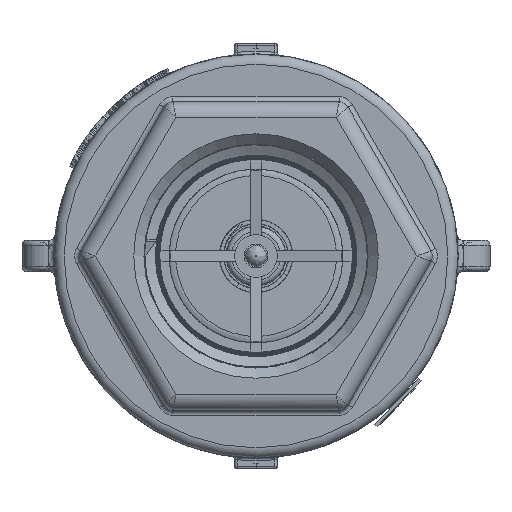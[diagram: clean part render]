
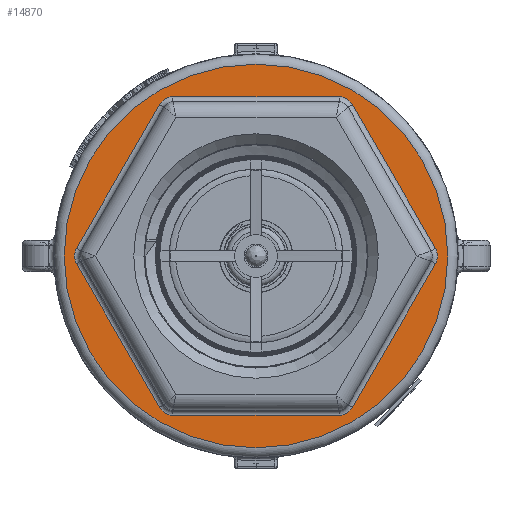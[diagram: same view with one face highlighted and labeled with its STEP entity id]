
A CAD part, left-side view. The second image highlights one B-rep face of the part: STEP entity #14870.
In plain terms, the highlighted planar face has unit normal (-1, 0, 0).
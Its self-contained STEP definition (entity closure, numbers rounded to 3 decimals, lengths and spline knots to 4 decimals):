
#659=PLANE('',#16090);
#1117=FACE_BOUND('',#2483,.T.);
#1574=FACE_OUTER_BOUND('',#2482,.T.);
#2482=EDGE_LOOP('',(#12014,#12015));
#2483=EDGE_LOOP('',(#12016,#12017,#12018,#12019,#12020,#12021,#12022,#12023,
#12024,#12025,#12026,#12027));
#3262=CIRCLE('',#16051,0.09);
#3264=CIRCLE('',#16054,0.09);
#3270=CIRCLE('',#16063,0.09);
#3272=CIRCLE('',#16066,0.09);
#3278=CIRCLE('',#16075,0.09);
#3280=CIRCLE('',#16078,0.09);
#3285=CIRCLE('',#16091,1.126);
#3286=CIRCLE('',#16092,1.126);
#4714=LINE('',#44766,#5653);
#4716=LINE('',#44784,#5655);
#4717=LINE('',#44789,#5656);
#4720=LINE('',#44808,#5659);
#4721=LINE('',#44813,#5660);
#4723=LINE('',#44828,#5662);
#5653=VECTOR('',#18294,0.3937);
#5655=VECTOR('',#18316,0.3937);
#5656=VECTOR('',#18321,0.3937);
#5659=VECTOR('',#18344,0.3937);
#5660=VECTOR('',#18349,0.3937);
#5662=VECTOR('',#18369,0.3937);
#6880=VERTEX_POINT('',#44759);
#6883=VERTEX_POINT('',#44764);
#6884=VERTEX_POINT('',#44768);
#6887=VERTEX_POINT('',#44775);
#6888=VERTEX_POINT('',#44780);
#6891=VERTEX_POINT('',#44787);
#6892=VERTEX_POINT('',#44792);
#6895=VERTEX_POINT('',#44799);
#6896=VERTEX_POINT('',#44804);
#6899=VERTEX_POINT('',#44811);
#6900=VERTEX_POINT('',#44816);
#6903=VERTEX_POINT('',#44823);
#6911=VERTEX_POINT('',#44857);
#6912=VERTEX_POINT('',#44858);
#8701=EDGE_CURVE('',#6883,#6880,#4714,.T.);
#8704=EDGE_CURVE('',#6880,#6884,#3262,.T.);
#8706=EDGE_CURVE('',#6887,#6883,#3264,.T.);
#8710=EDGE_CURVE('',#6884,#6888,#4716,.T.);
#8712=EDGE_CURVE('',#6891,#6887,#4717,.T.);
#8716=EDGE_CURVE('',#6888,#6892,#3270,.T.);
#8718=EDGE_CURVE('',#6895,#6891,#3272,.T.);
#8722=EDGE_CURVE('',#6892,#6896,#4720,.T.);
#8724=EDGE_CURVE('',#6899,#6895,#4721,.T.);
#8728=EDGE_CURVE('',#6896,#6900,#3278,.T.);
#8730=EDGE_CURVE('',#6903,#6899,#3280,.T.);
#8732=EDGE_CURVE('',#6900,#6903,#4723,.T.);
#8747=EDGE_CURVE('',#6911,#6912,#3285,.T.);
#8748=EDGE_CURVE('',#6912,#6911,#3286,.T.);
#12014=ORIENTED_EDGE('',*,*,#8747,.F.);
#12015=ORIENTED_EDGE('',*,*,#8748,.F.);
#12016=ORIENTED_EDGE('',*,*,#8701,.F.);
#12017=ORIENTED_EDGE('',*,*,#8706,.F.);
#12018=ORIENTED_EDGE('',*,*,#8712,.F.);
#12019=ORIENTED_EDGE('',*,*,#8718,.F.);
#12020=ORIENTED_EDGE('',*,*,#8724,.F.);
#12021=ORIENTED_EDGE('',*,*,#8730,.F.);
#12022=ORIENTED_EDGE('',*,*,#8732,.F.);
#12023=ORIENTED_EDGE('',*,*,#8728,.F.);
#12024=ORIENTED_EDGE('',*,*,#8722,.F.);
#12025=ORIENTED_EDGE('',*,*,#8716,.F.);
#12026=ORIENTED_EDGE('',*,*,#8710,.F.);
#12027=ORIENTED_EDGE('',*,*,#8704,.F.);
#14870=ADVANCED_FACE('',(#1574,#1117),#659,.T.);
#16051=AXIS2_PLACEMENT_3D('',#44772,#18301,#18302);
#16054=AXIS2_PLACEMENT_3D('',#44777,#18307,#18308);
#16063=AXIS2_PLACEMENT_3D('',#44796,#18329,#18330);
#16066=AXIS2_PLACEMENT_3D('',#44801,#18335,#18336);
#16075=AXIS2_PLACEMENT_3D('',#44820,#18357,#18358);
#16078=AXIS2_PLACEMENT_3D('',#44825,#18363,#18364);
#16090=AXIS2_PLACEMENT_3D('',#44856,#18399,#18400);
#16091=AXIS2_PLACEMENT_3D('',#44859,#18401,#18402);
#16092=AXIS2_PLACEMENT_3D('',#44860,#18403,#18404);
#18294=DIRECTION('',(0.,0.5,-0.866));
#18301=DIRECTION('center_axis',(-1.,0.,0.));
#18302=DIRECTION('ref_axis',(0.,1.,0.));
#18307=DIRECTION('center_axis',(-1.,0.,0.));
#18308=DIRECTION('ref_axis',(0.,0.5,0.866));
#18316=DIRECTION('',(0.,-0.5,-0.866));
#18321=DIRECTION('',(0.,1.,0.));
#18329=DIRECTION('center_axis',(-1.,0.,0.));
#18330=DIRECTION('ref_axis',(0.,0.5,-0.866));
#18335=DIRECTION('center_axis',(-1.,0.,0.));
#18336=DIRECTION('ref_axis',(0.,-0.5,0.866));
#18344=DIRECTION('',(0.,-1.,0.));
#18349=DIRECTION('',(0.,0.5,0.866));
#18357=DIRECTION('center_axis',(-1.,0.,0.));
#18358=DIRECTION('ref_axis',(0.,-0.5,-0.866));
#18363=DIRECTION('center_axis',(-1.,0.,0.));
#18364=DIRECTION('ref_axis',(0.,-1.,0.));
#18369=DIRECTION('',(0.,-0.5,0.866));
#18399=DIRECTION('center_axis',(-1.,0.,0.));
#18400=DIRECTION('ref_axis',(0.,0.,1.));
#18401=DIRECTION('center_axis',(1.,0.,0.));
#18402=DIRECTION('ref_axis',(0.,0.,1.));
#18403=DIRECTION('center_axis',(1.,0.,0.));
#18404=DIRECTION('ref_axis',(0.,0.,1.));
#44759=CARTESIAN_POINT('',(0.,1.0537,0.045));
#44764=CARTESIAN_POINT('',(0.,0.5658,0.89));
#44766=CARTESIAN_POINT('',(0.,1.0687,0.0189));
#44768=CARTESIAN_POINT('',(0.,1.0537,-0.045));
#44772=CARTESIAN_POINT('Origin',(0.,0.9757,
0.));
#44775=CARTESIAN_POINT('',(0.,0.4879,0.935));
#44777=CARTESIAN_POINT('Origin',(0.,0.4879,
0.845));
#44780=CARTESIAN_POINT('',(0.,0.5658,-0.89));
#44784=CARTESIAN_POINT('',(0.,0.5507,-0.9161));
#44787=CARTESIAN_POINT('',(0.,-0.4879,0.935));
#44789=CARTESIAN_POINT('',(0.,0.2613,0.935));
#44792=CARTESIAN_POINT('',(0.,0.4879,-0.935));
#44796=CARTESIAN_POINT('Origin',(0.,0.4879,
-0.845));
#44799=CARTESIAN_POINT('',(0.,-0.5658,0.89));
#44801=CARTESIAN_POINT('Origin',(0.,-0.4879,
0.845));
#44804=CARTESIAN_POINT('',(0.,-0.4879,-0.935));
#44808=CARTESIAN_POINT('',(0.,-0.2613,-0.935));
#44811=CARTESIAN_POINT('',(0.,-1.0537,0.045));
#44813=CARTESIAN_POINT('',(0.,-0.8075,0.4714));
#44816=CARTESIAN_POINT('',(0.,-0.5658,-0.89));
#44820=CARTESIAN_POINT('Origin',(0.,-0.4879,
-0.845));
#44823=CARTESIAN_POINT('',(0.,-1.0537,-0.045));
#44825=CARTESIAN_POINT('Origin',(0.,-0.9757,
0.));
#44828=CARTESIAN_POINT('',(0.,-0.812,-0.4636));
#44856=CARTESIAN_POINT('Origin',(0.,0.,-0.593));
#44857=CARTESIAN_POINT('',(0.,0.,-1.126));
#44858=CARTESIAN_POINT('',(0.,0.,
1.126));
#44859=CARTESIAN_POINT('Origin',(0.,0.,0.));
#44860=CARTESIAN_POINT('Origin',(0.,0.,0.));
